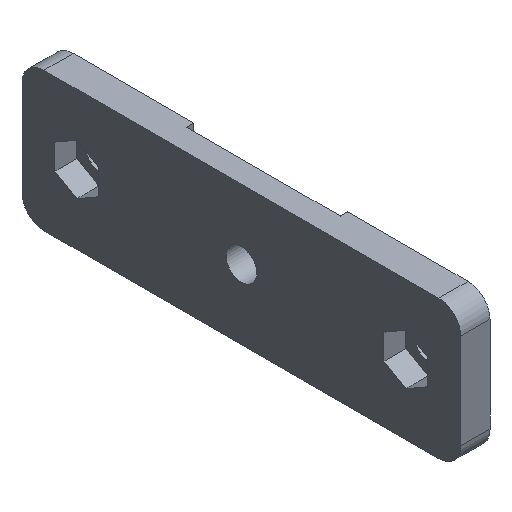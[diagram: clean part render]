
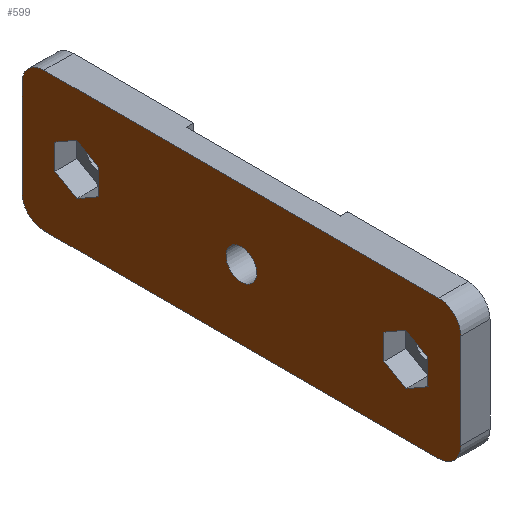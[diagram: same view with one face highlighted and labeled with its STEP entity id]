
A CAD part, isometric view. The second image highlights one B-rep face of the part: STEP entity #599.
In plain terms, the highlighted planar face has unit normal (-1, 0, 0).
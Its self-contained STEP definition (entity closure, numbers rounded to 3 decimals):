
#27=FACE_BOUND('',#111,.T.);
#28=FACE_BOUND('',#112,.T.);
#29=FACE_BOUND('',#113,.T.);
#33=CIRCLE('',#632,3.);
#36=CIRCLE('',#638,3.);
#38=CIRCLE('',#641,3.);
#41=CIRCLE('',#647,3.);
#43=CIRCLE('',#654,2.1);
#74=FACE_OUTER_BOUND('',#110,.T.);
#110=EDGE_LOOP('',(#524,#525,#526,#527,#528,#529,#530,#531));
#111=EDGE_LOOP('',(#532,#533,#534,#535,#536,#537));
#112=EDGE_LOOP('',(#538,#539,#540,#541,#542,#543));
#113=EDGE_LOOP('',(#544));
#114=LINE('',#822,#181);
#118=LINE('',#830,#185);
#121=LINE('',#836,#188);
#124=LINE('',#842,#191);
#127=LINE('',#848,#194);
#130=LINE('',#853,#197);
#132=LINE('',#861,#199);
#136=LINE('',#869,#203);
#139=LINE('',#875,#206);
#142=LINE('',#881,#209);
#145=LINE('',#887,#212);
#148=LINE('',#892,#215);
#156=LINE('',#920,#223);
#165=LINE('',#949,#232);
#176=LINE('',#973,#243);
#180=LINE('',#983,#247);
#181=VECTOR('',#663,10.);
#185=VECTOR('',#669,10.);
#188=VECTOR('',#674,10.);
#191=VECTOR('',#679,10.);
#194=VECTOR('',#684,10.);
#197=VECTOR('',#689,10.);
#199=VECTOR('',#697,10.);
#203=VECTOR('',#703,10.);
#206=VECTOR('',#708,10.);
#209=VECTOR('',#713,10.);
#212=VECTOR('',#718,10.);
#215=VECTOR('',#723,10.);
#223=VECTOR('',#749,10.);
#232=VECTOR('',#776,10.);
#243=VECTOR('',#801,10.);
#247=VECTOR('',#815,10.);
#248=VERTEX_POINT('',#820);
#249=VERTEX_POINT('',#821);
#252=VERTEX_POINT('',#829);
#254=VERTEX_POINT('',#835);
#256=VERTEX_POINT('',#841);
#258=VERTEX_POINT('',#847);
#261=VERTEX_POINT('',#859);
#262=VERTEX_POINT('',#860);
#265=VERTEX_POINT('',#868);
#267=VERTEX_POINT('',#874);
#269=VERTEX_POINT('',#880);
#271=VERTEX_POINT('',#886);
#276=VERTEX_POINT('',#901);
#277=VERTEX_POINT('',#903);
#283=VERTEX_POINT('',#919);
#284=VERTEX_POINT('',#923);
#287=VERTEX_POINT('',#930);
#288=VERTEX_POINT('',#932);
#294=VERTEX_POINT('',#948);
#295=VERTEX_POINT('',#952);
#301=VERTEX_POINT('',#975);
#302=EDGE_CURVE('',#248,#249,#114,.T.);
#306=EDGE_CURVE('',#252,#248,#118,.T.);
#309=EDGE_CURVE('',#254,#252,#121,.T.);
#312=EDGE_CURVE('',#256,#254,#124,.T.);
#315=EDGE_CURVE('',#258,#256,#127,.T.);
#318=EDGE_CURVE('',#249,#258,#130,.T.);
#321=EDGE_CURVE('',#261,#262,#132,.T.);
#325=EDGE_CURVE('',#265,#261,#136,.T.);
#328=EDGE_CURVE('',#267,#265,#139,.T.);
#331=EDGE_CURVE('',#269,#267,#142,.T.);
#334=EDGE_CURVE('',#271,#269,#145,.T.);
#337=EDGE_CURVE('',#262,#271,#148,.T.);
#342=EDGE_CURVE('',#276,#277,#33,.T.);
#350=EDGE_CURVE('',#277,#283,#156,.T.);
#352=EDGE_CURVE('',#283,#284,#36,.T.);
#356=EDGE_CURVE('',#287,#288,#38,.T.);
#364=EDGE_CURVE('',#288,#294,#165,.T.);
#366=EDGE_CURVE('',#294,#295,#41,.T.);
#377=EDGE_CURVE('',#284,#287,#176,.T.);
#379=EDGE_CURVE('',#301,#301,#43,.T.);
#382=EDGE_CURVE('',#295,#276,#180,.T.);
#524=ORIENTED_EDGE('',*,*,#342,.F.);
#525=ORIENTED_EDGE('',*,*,#382,.F.);
#526=ORIENTED_EDGE('',*,*,#366,.F.);
#527=ORIENTED_EDGE('',*,*,#364,.F.);
#528=ORIENTED_EDGE('',*,*,#356,.F.);
#529=ORIENTED_EDGE('',*,*,#377,.F.);
#530=ORIENTED_EDGE('',*,*,#352,.F.);
#531=ORIENTED_EDGE('',*,*,#350,.F.);
#532=ORIENTED_EDGE('',*,*,#302,.T.);
#533=ORIENTED_EDGE('',*,*,#318,.T.);
#534=ORIENTED_EDGE('',*,*,#315,.T.);
#535=ORIENTED_EDGE('',*,*,#312,.T.);
#536=ORIENTED_EDGE('',*,*,#309,.T.);
#537=ORIENTED_EDGE('',*,*,#306,.T.);
#538=ORIENTED_EDGE('',*,*,#321,.T.);
#539=ORIENTED_EDGE('',*,*,#337,.T.);
#540=ORIENTED_EDGE('',*,*,#334,.T.);
#541=ORIENTED_EDGE('',*,*,#331,.T.);
#542=ORIENTED_EDGE('',*,*,#328,.T.);
#543=ORIENTED_EDGE('',*,*,#325,.T.);
#544=ORIENTED_EDGE('',*,*,#379,.F.);
#568=PLANE('',#658);
#599=ADVANCED_FACE('',(#74,#27,#28,#29),#568,.F.);
#632=AXIS2_PLACEMENT_3D('',#904,#734,#735);
#638=AXIS2_PLACEMENT_3D('',#924,#753,#754);
#641=AXIS2_PLACEMENT_3D('',#933,#761,#762);
#647=AXIS2_PLACEMENT_3D('',#953,#780,#781);
#654=AXIS2_PLACEMENT_3D('',#977,#805,#806);
#658=AXIS2_PLACEMENT_3D('',#984,#816,#817);
#663=DIRECTION('',(0.,0.866,0.5));
#669=DIRECTION('',(0.,0.866,-0.5));
#674=DIRECTION('',(0.,0.,-1.));
#679=DIRECTION('',(0.,-0.866,-0.5));
#684=DIRECTION('',(0.,-0.866,0.5));
#689=DIRECTION('',(0.,0.,1.));
#697=DIRECTION('',(0.,0.866,0.5));
#703=DIRECTION('',(0.,0.866,-0.5));
#708=DIRECTION('',(0.,0.,-1.));
#713=DIRECTION('',(0.,-0.866,-0.5));
#718=DIRECTION('',(0.,-0.866,0.5));
#723=DIRECTION('',(0.,0.,1.));
#734=DIRECTION('center_axis',(1.,0.,0.));
#735=DIRECTION('ref_axis',(0.,-0.707,0.707));
#749=DIRECTION('',(0.,0.,-1.));
#753=DIRECTION('center_axis',(1.,0.,0.));
#754=DIRECTION('ref_axis',(0.,-0.707,-0.707));
#761=DIRECTION('center_axis',(1.,0.,0.));
#762=DIRECTION('ref_axis',(0.,0.707,-0.707));
#776=DIRECTION('',(0.,0.,1.));
#780=DIRECTION('center_axis',(1.,0.,0.));
#781=DIRECTION('ref_axis',(0.,0.707,0.707));
#801=DIRECTION('',(0.,1.,0.));
#805=DIRECTION('center_axis',(-1.,0.,0.));
#806=DIRECTION('ref_axis',(0.,0.,-1.));
#815=DIRECTION('',(0.,-1.,0.));
#816=DIRECTION('center_axis',(1.,0.,0.));
#817=DIRECTION('ref_axis',(0.,0.,-1.));
#820=CARTESIAN_POINT('',(0.,52.5,-12.964));
#821=CARTESIAN_POINT('',(0.,55.5,-11.232));
#822=CARTESIAN_POINT('',(0.,44.813,-17.402));
#829=CARTESIAN_POINT('',(0.,49.5,-11.232));
#830=CARTESIAN_POINT('',(0.,41.813,-6.794));
#835=CARTESIAN_POINT('',(0.,49.5,-7.768));
#836=CARTESIAN_POINT('',(0.,49.5,-8.634));
#841=CARTESIAN_POINT('',(0.,52.5,-6.036));
#842=CARTESIAN_POINT('',(0.,43.313,-11.34));
#847=CARTESIAN_POINT('',(0.,55.5,-7.768));
#848=CARTESIAN_POINT('',(0.,46.313,-2.464));
#853=CARTESIAN_POINT('',(0.,55.5,-10.366));
#859=CARTESIAN_POINT('',(0.,7.5,-12.964));
#860=CARTESIAN_POINT('',(0.,10.5,-11.232));
#861=CARTESIAN_POINT('',(0.,16.688,-7.66));
#868=CARTESIAN_POINT('',(0.,4.5,-11.232));
#869=CARTESIAN_POINT('',(0.,13.688,-16.536));
#874=CARTESIAN_POINT('',(0.,4.5,-7.768));
#875=CARTESIAN_POINT('',(0.,4.5,-8.634));
#880=CARTESIAN_POINT('',(0.,7.5,-6.036));
#881=CARTESIAN_POINT('',(0.,15.188,-1.598));
#886=CARTESIAN_POINT('',(0.,10.5,-7.768));
#887=CARTESIAN_POINT('',(0.,18.188,-12.206));
#892=CARTESIAN_POINT('',(0.,10.5,-10.366));
#901=CARTESIAN_POINT('',(0.,3.,0.));
#903=CARTESIAN_POINT('',(0.,0.,-3.));
#904=CARTESIAN_POINT('Origin',(0.,3.,-3.));
#919=CARTESIAN_POINT('',(0.,0.,-16.));
#920=CARTESIAN_POINT('',(0.,0.,0.));
#923=CARTESIAN_POINT('',(0.,3.,-19.));
#924=CARTESIAN_POINT('Origin',(0.,3.,-16.));
#930=CARTESIAN_POINT('',(0.,57.,-19.));
#932=CARTESIAN_POINT('',(0.,60.,-16.));
#933=CARTESIAN_POINT('Origin',(0.,57.,-16.));
#948=CARTESIAN_POINT('',(0.,60.,-3.));
#949=CARTESIAN_POINT('',(0.,60.,-19.));
#952=CARTESIAN_POINT('',(0.,57.,0.));
#953=CARTESIAN_POINT('Origin',(0.,57.,-3.));
#973=CARTESIAN_POINT('',(0.,0.,-19.));
#975=CARTESIAN_POINT('',(0.,30.,-7.4));
#977=CARTESIAN_POINT('Origin',(0.,30.,-9.5));
#983=CARTESIAN_POINT('',(0.,60.,0.));
#984=CARTESIAN_POINT('Origin',(0.,30.,-9.5));
